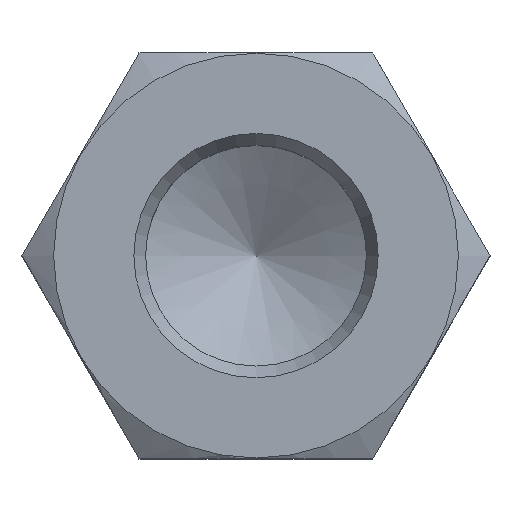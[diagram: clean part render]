
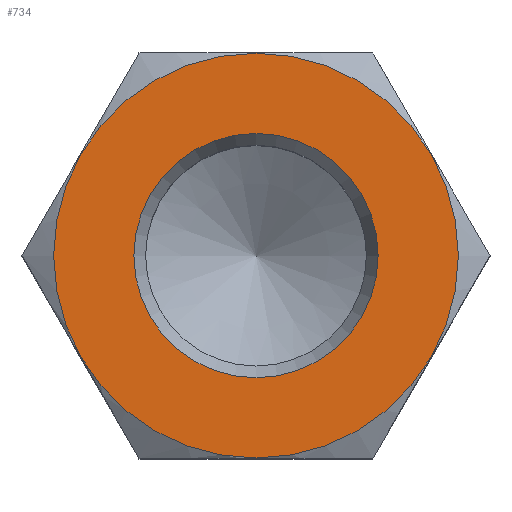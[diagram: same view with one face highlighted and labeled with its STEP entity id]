
A CAD part, top view. The second image highlights one B-rep face of the part: STEP entity #734.
In plain terms, the highlighted planar face has unit normal (0, 0, 1).
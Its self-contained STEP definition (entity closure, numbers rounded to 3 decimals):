
#109 = CONICAL_SURFACE('',#110,3.18,1.047);
#110 = AXIS2_PLACEMENT_3D('',#111,#112,#113);
#111 = CARTESIAN_POINT('',(0.,0.,5.752));
#112 = DIRECTION('',(-0.,-0.,-1.));
#113 = DIRECTION('',(1.,0.,0.));
#469 = VERTEX_POINT('',#470);
#470 = CARTESIAN_POINT('',(2.75,0.,6.));
#491 = EDGE_CURVE('',#469,#469,#492,.T.);
#492 = SURFACE_CURVE('',#493,(#498,#505),.PCURVE_S1.);
#493 = CIRCLE('',#494,2.75);
#494 = AXIS2_PLACEMENT_3D('',#495,#496,#497);
#495 = CARTESIAN_POINT('',(0.,0.,6.));
#496 = DIRECTION('',(0.,-0.,1.));
#497 = DIRECTION('',(1.,0.,0.));
#498 = PCURVE('',#109,#499);
#499 = DEFINITIONAL_REPRESENTATION('',(#500),#504);
#500 = LINE('',#501,#502);
#501 = CARTESIAN_POINT('',(-0.,-0.248));
#502 = VECTOR('',#503,1.);
#503 = DIRECTION('',(-1.,-0.));
#504 = ( GEOMETRIC_REPRESENTATION_CONTEXT(2) 
PARAMETRIC_REPRESENTATION_CONTEXT() REPRESENTATION_CONTEXT('2D SPACE',''
  ) );
#505 = PCURVE('',#506,#511);
#506 = PLANE('',#507);
#507 = AXIS2_PLACEMENT_3D('',#508,#509,#510);
#508 = CARTESIAN_POINT('',(0.,0.,6.));
#509 = DIRECTION('',(0.,0.,1.));
#510 = DIRECTION('',(1.,0.,0.));
#511 = DEFINITIONAL_REPRESENTATION('',(#512),#516);
#512 = CIRCLE('',#513,2.75);
#513 = AXIS2_PLACEMENT_2D('',#514,#515);
#514 = CARTESIAN_POINT('',(0.,0.));
#515 = DIRECTION('',(1.,0.));
#516 = ( GEOMETRIC_REPRESENTATION_CONTEXT(2) 
PARAMETRIC_REPRESENTATION_CONTEXT() REPRESENTATION_CONTEXT('2D SPACE',''
  ) );
#734 = ADVANCED_FACE('',(#735,#738),#506,.T.);
#735 = FACE_BOUND('',#736,.T.);
#736 = EDGE_LOOP('',(#737));
#737 = ORIENTED_EDGE('',*,*,#491,.T.);
#738 = FACE_BOUND('',#739,.T.);
#739 = EDGE_LOOP('',(#740));
#740 = ORIENTED_EDGE('',*,*,#741,.F.);
#741 = EDGE_CURVE('',#742,#742,#744,.T.);
#742 = VERTEX_POINT('',#743);
#743 = CARTESIAN_POINT('',(1.66,0.,6.));
#744 = SURFACE_CURVE('',#745,(#750,#757),.PCURVE_S1.);
#745 = CIRCLE('',#746,1.66);
#746 = AXIS2_PLACEMENT_3D('',#747,#748,#749);
#747 = CARTESIAN_POINT('',(0.,0.,6.));
#748 = DIRECTION('',(0.,-0.,1.));
#749 = DIRECTION('',(1.,0.,0.));
#750 = PCURVE('',#506,#751);
#751 = DEFINITIONAL_REPRESENTATION('',(#752),#756);
#752 = CIRCLE('',#753,1.66);
#753 = AXIS2_PLACEMENT_2D('',#754,#755);
#754 = CARTESIAN_POINT('',(0.,0.));
#755 = DIRECTION('',(1.,0.));
#756 = ( GEOMETRIC_REPRESENTATION_CONTEXT(2) 
PARAMETRIC_REPRESENTATION_CONTEXT() REPRESENTATION_CONTEXT('2D SPACE',''
  ) );
#757 = PCURVE('',#758,#763);
#758 = CONICAL_SURFACE('',#759,1.66,0.524);
#759 = AXIS2_PLACEMENT_3D('',#760,#761,#762);
#760 = CARTESIAN_POINT('',(0.,0.,6.));
#761 = DIRECTION('',(0.,0.,1.));
#762 = DIRECTION('',(1.,0.,0.));
#763 = DEFINITIONAL_REPRESENTATION('',(#764),#768);
#764 = LINE('',#765,#766);
#765 = CARTESIAN_POINT('',(0.,-0.));
#766 = VECTOR('',#767,1.);
#767 = DIRECTION('',(1.,-0.));
#768 = ( GEOMETRIC_REPRESENTATION_CONTEXT(2) 
PARAMETRIC_REPRESENTATION_CONTEXT() REPRESENTATION_CONTEXT('2D SPACE',''
  ) );
